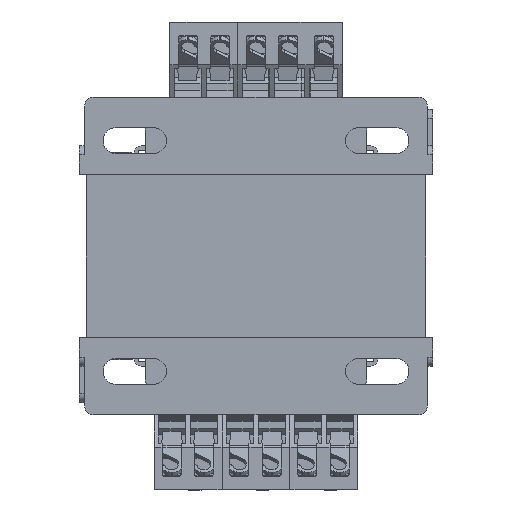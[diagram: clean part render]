
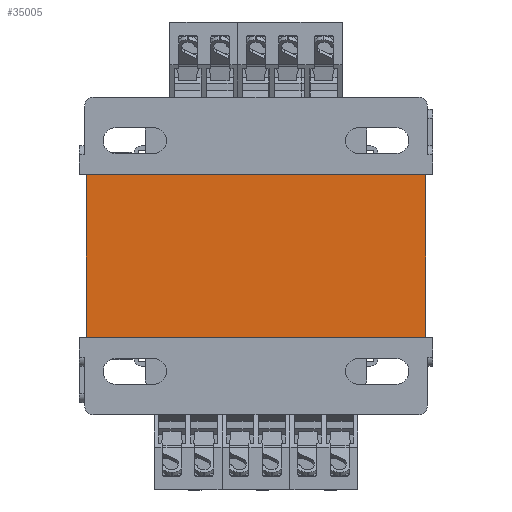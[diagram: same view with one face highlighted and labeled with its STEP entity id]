
A CAD part, front view. The second image highlights one B-rep face of the part: STEP entity #35005.
In plain terms, the highlighted planar face has unit normal (0, -1, 0).
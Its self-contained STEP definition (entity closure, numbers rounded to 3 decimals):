
#809 = CARTESIAN_POINT ( 'NONE',  ( -88.286, 0., 0. ) ) ;
#1331 = FACE_OUTER_BOUND ( 'NONE', #1728, .T. ) ;
#1728 = EDGE_LOOP ( 'NONE', ( #30531, #21500, #38325, #29135 ) ) ;
#2636 = VERTEX_POINT ( 'NONE', #3590 ) ;
#2706 = DIRECTION ( 'NONE',  ( 0., 0., -1. ) ) ;
#3510 = VERTEX_POINT ( 'NONE', #33058 ) ;
#3590 = CARTESIAN_POINT ( 'NONE',  ( -88.286, 0., 0. ) ) ;
#6365 = VERTEX_POINT ( 'NONE', #36980 ) ;
#6964 = PLANE ( 'NONE',  #14244 ) ;
#10968 = EDGE_CURVE ( 'NONE', #3510, #16101, #11271, .T. ) ;
#11271 = LINE ( 'NONE', #39166, #24680 ) ;
#13071 = LINE ( 'NONE', #809, #16221 ) ;
#13577 = DIRECTION ( 'NONE',  ( 0., 0., 1. ) ) ;
#14244 = AXIS2_PLACEMENT_3D ( 'NONE', #38458, #29044, #13577 ) ;
#14765 = LINE ( 'NONE', #30221, #30108 ) ;
#15123 = EDGE_CURVE ( 'NONE', #2636, #6365, #13071, .T. ) ;
#16101 = VERTEX_POINT ( 'NONE', #32838 ) ;
#16221 = VECTOR ( 'NONE', #28531, 1000. ) ;
#17683 = CARTESIAN_POINT ( 'NONE',  ( -88.286, 0., 36. ) ) ;
#20284 = EDGE_CURVE ( 'NONE', #3510, #2636, #36511, .T. ) ;
#21500 = ORIENTED_EDGE ( 'NONE', *, *, #29810, .F. ) ;
#24133 = DIRECTION ( 'NONE',  ( 1., 0., 0. ) ) ;
#24680 = VECTOR ( 'NONE', #24133, 1000. ) ;
#28531 = DIRECTION ( 'NONE',  ( 1., 0., 0. ) ) ;
#29044 = DIRECTION ( 'NONE',  ( 0., 1., 0. ) ) ;
#29135 = ORIENTED_EDGE ( 'NONE', *, *, #20284, .T. ) ;
#29810 = EDGE_CURVE ( 'NONE', #16101, #6365, #14765, .T. ) ;
#30108 = VECTOR ( 'NONE', #2706, 1000. ) ;
#30221 = CARTESIAN_POINT ( 'NONE',  ( -13.286, 0., 36. ) ) ;
#30531 = ORIENTED_EDGE ( 'NONE', *, *, #15123, .T. ) ;
#32838 = CARTESIAN_POINT ( 'NONE',  ( -13.286, 0., 36. ) ) ;
#33058 = CARTESIAN_POINT ( 'NONE',  ( -88.286, 0., 36. ) ) ;
#33128 = DIRECTION ( 'NONE',  ( 0., 0., -1. ) ) ;
#35005 = ADVANCED_FACE ( 'NONE', ( #1331 ), #6964, .F. ) ;
#35048 = VECTOR ( 'NONE', #33128, 1000. ) ;
#36511 = LINE ( 'NONE', #17683, #35048 ) ;
#36980 = CARTESIAN_POINT ( 'NONE',  ( -13.286, 0., 0. ) ) ;
#38325 = ORIENTED_EDGE ( 'NONE', *, *, #10968, .F. ) ;
#38458 = CARTESIAN_POINT ( 'NONE',  ( -88.286, 0., 36. ) ) ;
#39166 = CARTESIAN_POINT ( 'NONE',  ( -88.286, 0., 36. ) ) ;
